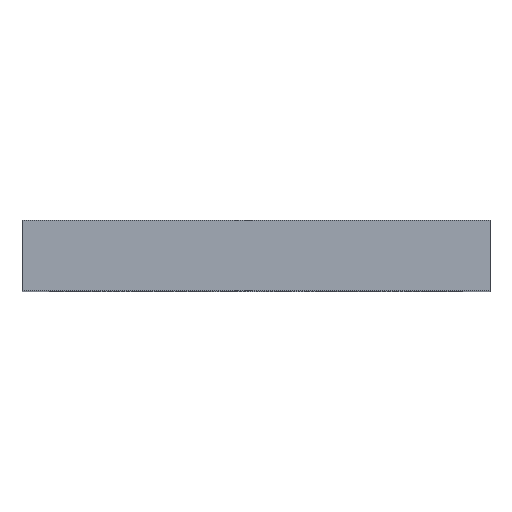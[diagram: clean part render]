
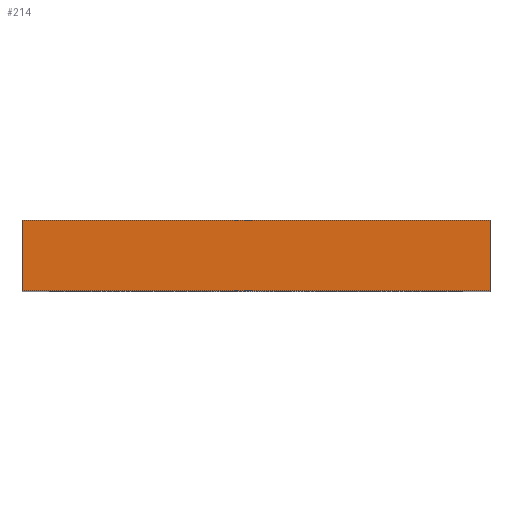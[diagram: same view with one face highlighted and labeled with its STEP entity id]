
A CAD part, top view. The second image highlights one B-rep face of the part: STEP entity #214.
In plain terms, the highlighted planar face has unit normal (0, 0, 1).
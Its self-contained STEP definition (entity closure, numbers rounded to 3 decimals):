
#31 = LINE ( 'NONE', #3638, #3800 ) ;
#78 = VECTOR ( 'NONE', #3233, 1000. ) ;
#102 = VERTEX_POINT ( 'NONE', #1060 ) ;
#214 = ADVANCED_FACE ( 'NONE', ( #1250 ), #1670, .F. ) ;
#231 = EDGE_CURVE ( 'NONE', #1719, #2899, #4479, .T. ) ;
#350 = CARTESIAN_POINT ( 'NONE',  ( 61.47, 18., 105.569 ) ) ;
#618 = ORIENTED_EDGE ( 'NONE', *, *, #231, .F. ) ;
#697 = VECTOR ( 'NONE', #3998, 1000. ) ;
#745 = CARTESIAN_POINT ( 'NONE',  ( 0., -1., 105.569 ) ) ;
#943 = EDGE_CURVE ( 'NONE', #3982, #2899, #1094, .T. ) ;
#1060 = CARTESIAN_POINT ( 'NONE',  ( -64.53, 18., 105.569 ) ) ;
#1094 = LINE ( 'NONE', #745, #1721 ) ;
#1250 = FACE_OUTER_BOUND ( 'NONE', #2236, .T. ) ;
#1563 = CARTESIAN_POINT ( 'NONE',  ( -64.53, 18., 105.569 ) ) ;
#1670 = PLANE ( 'NONE',  #3555 ) ;
#1719 = VERTEX_POINT ( 'NONE', #350 ) ;
#1721 = VECTOR ( 'NONE', #2367, 1000. ) ;
#1853 = EDGE_CURVE ( 'NONE', #102, #3982, #31, .T. ) ;
#2106 = ORIENTED_EDGE ( 'NONE', *, *, #1853, .T. ) ;
#2114 = DIRECTION ( 'NONE',  ( -1., 0., 0. ) ) ;
#2236 = EDGE_LOOP ( 'NONE', ( #2106, #4041, #618, #2613 ) ) ;
#2300 = CARTESIAN_POINT ( 'NONE',  ( 61.47, -1., 105.569 ) ) ;
#2367 = DIRECTION ( 'NONE',  ( 1., 0., 0. ) ) ;
#2613 = ORIENTED_EDGE ( 'NONE', *, *, #3688, .F. ) ;
#2899 = VERTEX_POINT ( 'NONE', #2300 ) ;
#3233 = DIRECTION ( 'NONE',  ( 0., -1., 0. ) ) ;
#3555 = AXIS2_PLACEMENT_3D ( 'NONE', #4816, #5239, #2114 ) ;
#3638 = CARTESIAN_POINT ( 'NONE',  ( -64.53, 18., 105.569 ) ) ;
#3688 = EDGE_CURVE ( 'NONE', #102, #1719, #4763, .T. ) ;
#3800 = VECTOR ( 'NONE', #4064, 1000. ) ;
#3836 = CARTESIAN_POINT ( 'NONE',  ( -64.53, -1., 105.569 ) ) ;
#3982 = VERTEX_POINT ( 'NONE', #3836 ) ;
#3998 = DIRECTION ( 'NONE',  ( 1., 0., 0. ) ) ;
#4041 = ORIENTED_EDGE ( 'NONE', *, *, #943, .T. ) ;
#4064 = DIRECTION ( 'NONE',  ( 0., -1., 0. ) ) ;
#4079 = CARTESIAN_POINT ( 'NONE',  ( 61.47, 18., 105.569 ) ) ;
#4479 = LINE ( 'NONE', #4079, #78 ) ;
#4763 = LINE ( 'NONE', #1563, #697 ) ;
#4816 = CARTESIAN_POINT ( 'NONE',  ( -64.53, 18., 105.569 ) ) ;
#5239 = DIRECTION ( 'NONE',  ( 0., 0., -1. ) ) ;
